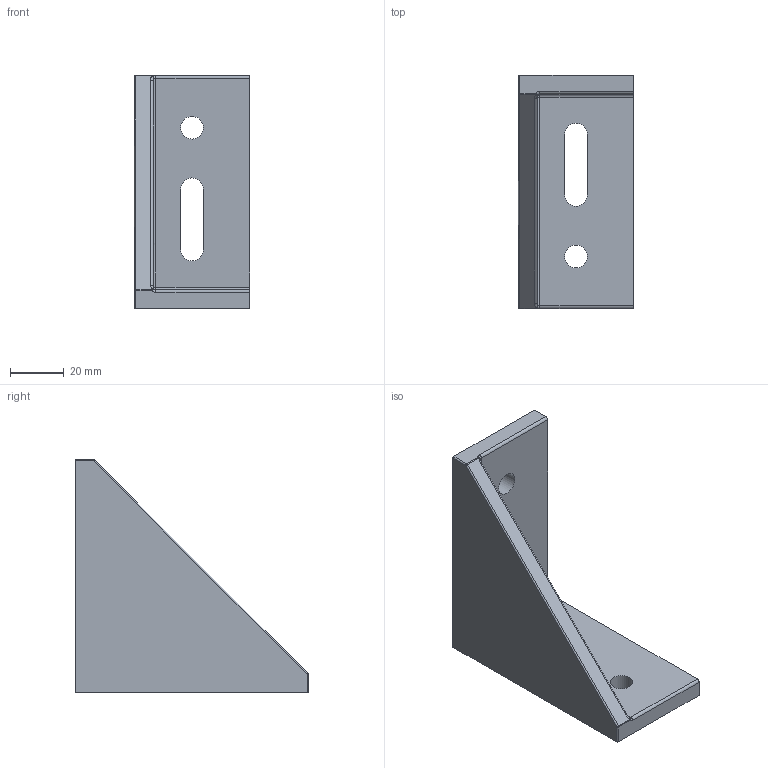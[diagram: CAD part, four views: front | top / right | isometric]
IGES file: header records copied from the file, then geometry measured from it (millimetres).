
Global section: file name: 304387.stp.ipt; native system: Autodesk Inventor 2014; preprocessor: unknown; author: zeman; date: 20151020.095858; units: millimetre
Bounding box: 43 x 87 x 87 mm (x, y, z)
Volume: 62069.6 mm3; surface area: 24815.3 mm2
Topology: 1 solids, 1 shells, 290 faces, 657 edges, 341 vertices
Faces by surface type: revolution 147, plane 54, cylinder 48, bspline 39, sphere 2
